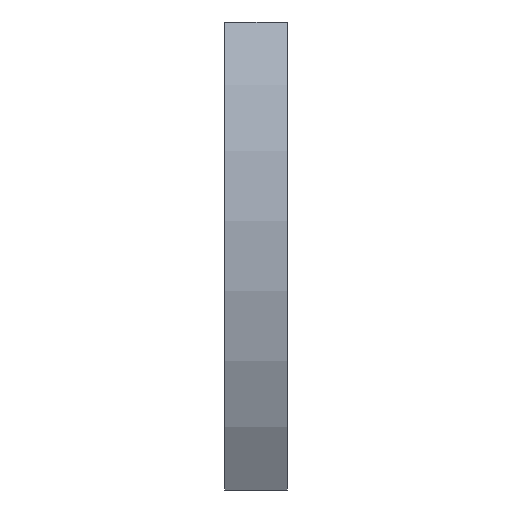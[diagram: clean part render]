
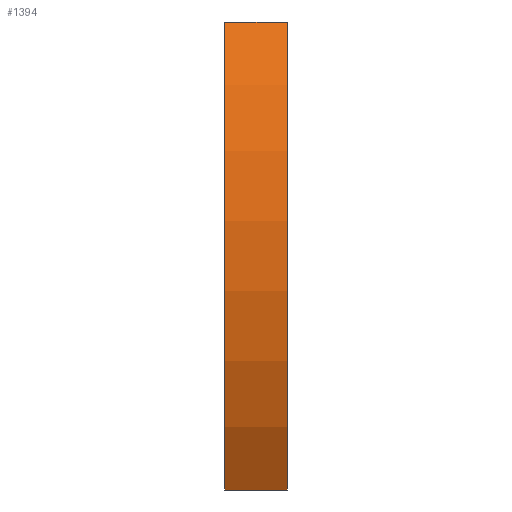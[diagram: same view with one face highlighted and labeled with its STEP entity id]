
A CAD part, left-side view. The second image highlights one B-rep face of the part: STEP entity #1394.
In plain terms, the highlighted cylindrical face has radius 57.191 mm (diameter 114.382 mm), a partial arc.
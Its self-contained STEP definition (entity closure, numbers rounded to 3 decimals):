
#777 = VERTEX_POINT ( 'NONE', #6133 ) ;
#807 = CARTESIAN_POINT ( 'NONE',  ( -51.5, 4., -30. ) ) ;
#1082 = CARTESIAN_POINT ( 'NONE',  ( -2.809, 4., 0. ) ) ;
#1170 = CARTESIAN_POINT ( 'NONE',  ( -2.809, -4., 0. ) ) ;
#1394 = ADVANCED_FACE ( 'NONE', ( #7738 ), #4444, .T. ) ;
#2847 = EDGE_CURVE ( 'NONE', #777, #12491, #6458, .T. ) ;
#3150 = CIRCLE ( 'NONE', #5042, 57.191 ) ;
#3550 = EDGE_CURVE ( 'NONE', #11373, #12491, #3150, .T. ) ;
#3811 = CARTESIAN_POINT ( 'NONE',  ( -51.5, 4., 30. ) ) ;
#3817 = CARTESIAN_POINT ( 'NONE',  ( -51.5, 4., -30. ) ) ;
#4059 = DIRECTION ( 'NONE',  ( 0., 0., 1. ) ) ;
#4416 = ORIENTED_EDGE ( 'NONE', *, *, #2847, .F. ) ;
#4444 = CYLINDRICAL_SURFACE ( 'NONE', #12066, 57.191 ) ;
#4732 = ORIENTED_EDGE ( 'NONE', *, *, #6809, .T. ) ;
#4921 = DIRECTION ( 'NONE',  ( 0., -1., 0. ) ) ;
#5042 = AXIS2_PLACEMENT_3D ( 'NONE', #1170, #12154, #4059 ) ;
#5259 = CARTESIAN_POINT ( 'NONE',  ( -2.809, 4., 0. ) ) ;
#5619 = CARTESIAN_POINT ( 'NONE',  ( -51.5, -4., -30. ) ) ;
#5907 = ORIENTED_EDGE ( 'NONE', *, *, #10956, .F. ) ;
#6133 = CARTESIAN_POINT ( 'NONE',  ( -51.5, 4., 30. ) ) ;
#6458 = LINE ( 'NONE', #3811, #9931 ) ;
#6809 = EDGE_CURVE ( 'NONE', #10173, #11373, #10717, .T. ) ;
#7738 = FACE_OUTER_BOUND ( 'NONE', #11005, .T. ) ;
#8192 = DIRECTION ( 'NONE',  ( 0., 0., -1. ) ) ;
#8347 = AXIS2_PLACEMENT_3D ( 'NONE', #1082, #10267, #10190 ) ;
#9931 = VECTOR ( 'NONE', #10953, 1000. ) ;
#10173 = VERTEX_POINT ( 'NONE', #3817 ) ;
#10190 = DIRECTION ( 'NONE',  ( 0., 0., 1. ) ) ;
#10267 = DIRECTION ( 'NONE',  ( 0., 1., 0. ) ) ;
#10397 = CARTESIAN_POINT ( 'NONE',  ( -51.5, -4., 30. ) ) ;
#10717 = LINE ( 'NONE', #807, #12431 ) ;
#10771 = DIRECTION ( 'NONE',  ( 0., -1., 0. ) ) ;
#10793 = CIRCLE ( 'NONE', #8347, 57.191 ) ;
#10953 = DIRECTION ( 'NONE',  ( 0., -1., 0. ) ) ;
#10956 = EDGE_CURVE ( 'NONE', #10173, #777, #10793, .T. ) ;
#11005 = EDGE_LOOP ( 'NONE', ( #12696, #4416, #5907, #4732 ) ) ;
#11373 = VERTEX_POINT ( 'NONE', #5619 ) ;
#12066 = AXIS2_PLACEMENT_3D ( 'NONE', #5259, #10771, #8192 ) ;
#12154 = DIRECTION ( 'NONE',  ( 0., 1., 0. ) ) ;
#12431 = VECTOR ( 'NONE', #4921, 1000. ) ;
#12491 = VERTEX_POINT ( 'NONE', #10397 ) ;
#12696 = ORIENTED_EDGE ( 'NONE', *, *, #3550, .T. ) ;
